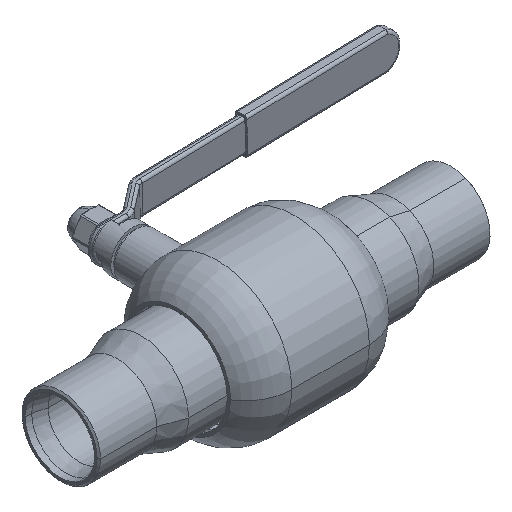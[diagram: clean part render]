
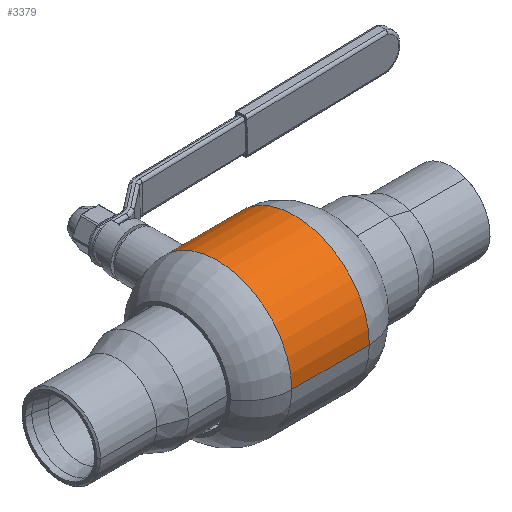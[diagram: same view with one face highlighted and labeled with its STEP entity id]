
A CAD part, isometric view. The second image highlights one B-rep face of the part: STEP entity #3379.
In plain terms, the highlighted cylindrical face has radius 57 mm (diameter 114 mm), a partial arc.
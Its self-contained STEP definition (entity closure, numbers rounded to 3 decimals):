
#8 = DIRECTION ( 'NONE',  ( 0., -1., 0. ) ) ;
#123 = FACE_OUTER_BOUND ( 'NONE', #2655, .T. ) ;
#200 = ORIENTED_EDGE ( 'NONE', *, *, #4468, .F. ) ;
#243 = CARTESIAN_POINT ( 'NONE',  ( -13.003, 56.232, 9.337 ) ) ;
#323 = CARTESIAN_POINT ( 'NONE',  ( 12.034, 56.015, 10.557 ) ) ;
#331 = CARTESIAN_POINT ( 'NONE',  ( 29.65, 57., 0. ) ) ;
#431 = CARTESIAN_POINT ( 'NONE',  ( -1.048, 54.716, 15.974 ) ) ;
#481 = VERTEX_POINT ( 'NONE', #1310 ) ;
#620 = VERTEX_POINT ( 'NONE', #331 ) ;
#665 = AXIS2_PLACEMENT_3D ( 'NONE', #2513, #2551, #6563 ) ;
#786 = CARTESIAN_POINT ( 'NONE',  ( 5.174, 54.944, 15.176 ) ) ;
#807 = VERTEX_POINT ( 'NONE', #1178 ) ;
#811 = CARTESIAN_POINT ( 'NONE',  ( -14.345, 56.557, 7.107 ) ) ;
#1030 = ORIENTED_EDGE ( 'NONE', *, *, #6101, .F. ) ;
#1094 = DIRECTION ( 'NONE',  ( -1., 0., 0. ) ) ;
#1116 = VERTEX_POINT ( 'NONE', #4096 ) ;
#1178 = CARTESIAN_POINT ( 'NONE',  ( 29.65, -57., 0. ) ) ;
#1253 = CARTESIAN_POINT ( 'NONE',  ( -6.617, 55.105, 14.577 ) ) ;
#1287 = CARTESIAN_POINT ( 'NONE',  ( -12.031, 56.015, 10.561 ) ) ;
#1300 = CARTESIAN_POINT ( 'NONE',  ( 9.77, 55.567, 12.713 ) ) ;
#1310 = CARTESIAN_POINT ( 'NONE',  ( -29.65, 57., 0. ) ) ;
#1340 = CARTESIAN_POINT ( 'NONE',  ( 12.697, 56.162, 9.749 ) ) ;
#1411 = CARTESIAN_POINT ( 'NONE',  ( -8.468, 55.358, 13.585 ) ) ;
#1483 = DIRECTION ( 'NONE',  ( -1., 0., 0. ) ) ;
#1535 = EDGE_CURVE ( 'NONE', #4497, #481, #1737, .T. ) ;
#1596 = CARTESIAN_POINT ( 'NONE',  ( -0.524, 54.708, 16. ) ) ;
#1737 = LINE ( 'NONE', #2369, #3953 ) ;
#1808 = DIRECTION ( 'NONE',  ( -1., 0., 0. ) ) ;
#1865 = CARTESIAN_POINT ( 'NONE',  ( -15.974, 56.993, 1.052 ) ) ;
#1887 = ORIENTED_EDGE ( 'NONE', *, *, #3189, .F. ) ;
#1909 = CARTESIAN_POINT ( 'NONE',  ( 0.524, 54.708, 16. ) ) ;
#1946 = CARTESIAN_POINT ( 'NONE',  ( 15.869, 56.963, 2.11 ) ) ;
#1975 = CARTESIAN_POINT ( 'NONE',  ( -9.765, 55.566, 12.717 ) ) ;
#1990 = CIRCLE ( 'NONE', #665, 57. ) ;
#2020 = CARTESIAN_POINT ( 'NONE',  ( 15.974, 56.993, 1.06 ) ) ;
#2047 = CARTESIAN_POINT ( 'NONE',  ( -2.098, 54.746, 15.871 ) ) ;
#2062 = VECTOR ( 'NONE', #1483, 1000. ) ;
#2201 = VERTEX_POINT ( 'NONE', #5615 ) ;
#2369 = CARTESIAN_POINT ( 'NONE',  ( 0., 57., 0. ) ) ;
#2372 = CYLINDRICAL_SURFACE ( 'NONE', #6247, 57. ) ;
#2476 = DIRECTION ( 'NONE',  ( -1., 0., 0. ) ) ;
#2513 = CARTESIAN_POINT ( 'NONE',  ( -29.65, 0., 0. ) ) ;
#2531 = CARTESIAN_POINT ( 'NONE',  ( -12.693, 56.161, 9.755 ) ) ;
#2542 = CARTESIAN_POINT ( 'NONE',  ( 2.615, 54.768, 15.794 ) ) ;
#2551 = DIRECTION ( 'NONE',  ( -1., 0., 0. ) ) ;
#2583 = CARTESIAN_POINT ( 'NONE',  ( 15.791, 56.942, 2.628 ) ) ;
#2655 = EDGE_LOOP ( 'NONE', ( #4072, #3924, #1030, #7200, #3568, #200, #1887 ) ) ;
#2962 = B_SPLINE_CURVE_WITH_KNOTS ( 'NONE', 3,
 ( #4768, #7069, #1865, #4213, #5942, #6422, #4662, #6958, #811, #3099, #4105, #243, #2531, #1287, #4808, #7110, #1975, #1411, #5826, #5975, #1253, #3551, #2985, #5260, #2047, #431, #1596, #3767 ),
 .UNSPECIFIED., .F., .F.,
 ( 4, 2, 2, 2, 2, 2, 2, 2, 2, 2, 2, 2, 2, 4 ),
 ( 0.025, 0.027, 0.028, 0.031, 0.033, 0.035, 0.036, 0.038, 0.041, 0.042, 0.044, 0.047, 0.049, 0.05 ),
 .UNSPECIFIED. ) ;
#2985 = CARTESIAN_POINT ( 'NONE',  ( -4.172, 54.858, 15.482 ) ) ;
#3046 = LINE ( 'NONE', #5322, #4604 ) ;
#3079 = CARTESIAN_POINT ( 'NONE',  ( 7.092, 55.164, 14.352 ) ) ;
#3099 = CARTESIAN_POINT ( 'NONE',  ( -13.85, 56.434, 8.028 ) ) ;
#3189 = EDGE_CURVE ( 'NONE', #807, #5141, #4253, .T. ) ;
#3379 = ADVANCED_FACE ( 'NONE', ( #123 ), #2372, .T. ) ;
#3431 = CARTESIAN_POINT ( 'NONE',  ( 0., 54.708, 16. ) ) ;
#3534 = AXIS2_PLACEMENT_3D ( 'NONE', #3642, #2476, #4789 ) ;
#3551 = CARTESIAN_POINT ( 'NONE',  ( -5.17, 54.944, 15.178 ) ) ;
#3568 = ORIENTED_EDGE ( 'NONE', *, *, #1535, .T. ) ;
#3635 = CARTESIAN_POINT ( 'NONE',  ( 13.007, 56.233, 9.331 ) ) ;
#3642 = CARTESIAN_POINT ( 'NONE',  ( 29.65, 0., 0. ) ) ;
#3706 = CARTESIAN_POINT ( 'NONE',  ( 15.484, 56.857, 4.166 ) ) ;
#3767 = CARTESIAN_POINT ( 'NONE',  ( 0., 54.708, 16. ) ) ;
#3924 = ORIENTED_EDGE ( 'NONE', *, *, #4622, .T. ) ;
#3953 = VECTOR ( 'NONE', #1808, 1000. ) ;
#4072 = ORIENTED_EDGE ( 'NONE', *, *, #4585, .T. ) ;
#4096 = CARTESIAN_POINT ( 'NONE',  ( 16., 57., 0. ) ) ;
#4105 = CARTESIAN_POINT ( 'NONE',  ( -13.582, 56.368, 8.474 ) ) ;
#4151 = CARTESIAN_POINT ( 'NONE',  ( 16., 57., 0. ) ) ;
#4184 = CARTESIAN_POINT ( 'NONE',  ( 1.047, 54.716, 15.974 ) ) ;
#4213 = CARTESIAN_POINT ( 'NONE',  ( -15.869, 56.963, 2.108 ) ) ;
#4253 = LINE ( 'NONE', #5341, #2062 ) ;
#4468 = EDGE_CURVE ( 'NONE', #5141, #481, #1990, .T. ) ;
#4482 = CIRCLE ( 'NONE', #3534, 57. ) ;
#4497 = VERTEX_POINT ( 'NONE', #4864 ) ;
#4585 = EDGE_CURVE ( 'NONE', #807, #620, #4482, .T. ) ;
#4604 = VECTOR ( 'NONE', #4755, 1000. ) ;
#4622 = EDGE_CURVE ( 'NONE', #620, #1116, #3046, .T. ) ;
#4662 = CARTESIAN_POINT ( 'NONE',  ( -15.178, 56.773, 5.171 ) ) ;
#4755 = DIRECTION ( 'NONE',  ( -1., 0., 0. ) ) ;
#4768 = CARTESIAN_POINT ( 'NONE',  ( -16., 57., 0. ) ) ;
#4781 = CARTESIAN_POINT ( 'NONE',  ( 11.68, 55.94, 10.948 ) ) ;
#4789 = DIRECTION ( 'NONE',  ( 0., -1., 0. ) ) ;
#4808 = CARTESIAN_POINT ( 'NONE',  ( -11.676, 55.939, 10.951 ) ) ;
#4819 = CARTESIAN_POINT ( 'NONE',  ( 15.179, 56.774, 5.168 ) ) ;
#4864 = CARTESIAN_POINT ( 'NONE',  ( -16., 57., 0. ) ) ;
#5141 = VERTEX_POINT ( 'NONE', #5490 ) ;
#5260 = CARTESIAN_POINT ( 'NONE',  ( -2.625, 54.769, 15.792 ) ) ;
#5322 = CARTESIAN_POINT ( 'NONE',  ( 0., 57., 0. ) ) ;
#5341 = CARTESIAN_POINT ( 'NONE',  ( 0., -57., 0. ) ) ;
#5385 = CARTESIAN_POINT ( 'NONE',  ( 8.471, 55.359, 13.584 ) ) ;
#5419 = CARTESIAN_POINT ( 'NONE',  ( 8.019, 55.291, 13.855 ) ) ;
#5444 = EDGE_CURVE ( 'NONE', #4497, #2201, #2962, .T. ) ;
#5455 = CARTESIAN_POINT ( 'NONE',  ( 6.619, 55.105, 14.576 ) ) ;
#5490 = CARTESIAN_POINT ( 'NONE',  ( -29.65, -57., 0. ) ) ;
#5615 = CARTESIAN_POINT ( 'NONE',  ( 0., 54.708, 16. ) ) ;
#5826 = CARTESIAN_POINT ( 'NONE',  ( -8.02, 55.291, 13.855 ) ) ;
#5914 = CARTESIAN_POINT ( 'NONE',  ( 4.173, 54.857, 15.482 ) ) ;
#5942 = CARTESIAN_POINT ( 'NONE',  ( -15.791, 56.942, 2.629 ) ) ;
#5975 = CARTESIAN_POINT ( 'NONE',  ( -7.092, 55.164, 14.352 ) ) ;
#5986 = CARTESIAN_POINT ( 'NONE',  ( 13.874, 56.437, 8.037 ) ) ;
#6101 = EDGE_CURVE ( 'NONE', #2201, #1116, #7165, .T. ) ;
#6247 = AXIS2_PLACEMENT_3D ( 'NONE', #6377, #1094, #8 ) ;
#6377 = CARTESIAN_POINT ( 'NONE',  ( 0., 0., 0. ) ) ;
#6422 = CARTESIAN_POINT ( 'NONE',  ( -15.482, 56.856, 4.171 ) ) ;
#6473 = CARTESIAN_POINT ( 'NONE',  ( 10.572, 55.716, 12.055 ) ) ;
#6563 = DIRECTION ( 'NONE',  ( 0., -1., 0. ) ) ;
#6958 = CARTESIAN_POINT ( 'NONE',  ( -14.572, 56.615, 6.629 ) ) ;
#7069 = CARTESIAN_POINT ( 'NONE',  ( -16., 57., 0.525 ) ) ;
#7081 = CARTESIAN_POINT ( 'NONE',  ( 14.368, 56.562, 7.119 ) ) ;
#7110 = CARTESIAN_POINT ( 'NONE',  ( -10.567, 55.715, 12.06 ) ) ;
#7121 = CARTESIAN_POINT ( 'NONE',  ( 16., 57., 0.527 ) ) ;
#7159 = CARTESIAN_POINT ( 'NONE',  ( 2.092, 54.746, 15.871 ) ) ;
#7165 = B_SPLINE_CURVE_WITH_KNOTS ( 'NONE', 3,
 ( #3431, #1909, #4184, #7159, #2542, #5914, #786, #5455, #3079, #5419, #5385, #1300, #6473, #4781, #323, #1340, #3635, #5986, #7081, #4819, #3706, #2583, #1946, #2020, #7121, #4151 ),
 .UNSPECIFIED., .F., .F.,
 ( 4, 2, 2, 2, 2, 2, 2, 2, 2, 2, 2, 2, 4 ),
 ( 0.05, 0.052, 0.053, 0.057, 0.058, 0.06, 0.063, 0.064, 0.066, 0.069, 0.072, 0.074, 0.075 ),
 .UNSPECIFIED. ) ;
#7200 = ORIENTED_EDGE ( 'NONE', *, *, #5444, .F. ) ;
